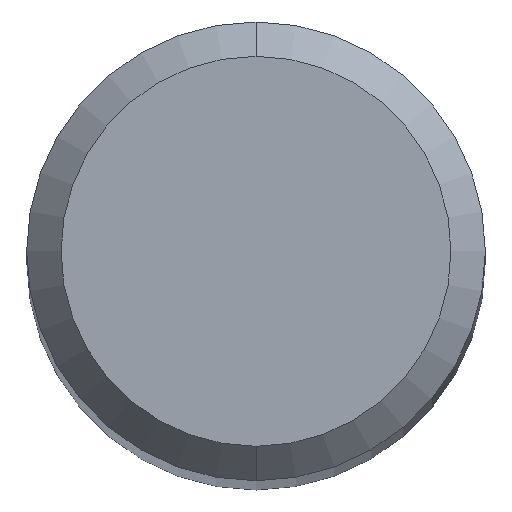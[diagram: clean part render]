
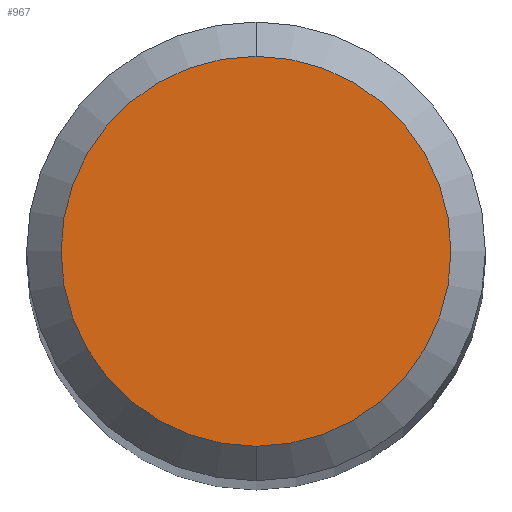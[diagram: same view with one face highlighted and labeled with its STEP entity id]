
A CAD part, top view. The second image highlights one B-rep face of the part: STEP entity #967.
In plain terms, the highlighted planar face has unit normal (0, 0, 1).
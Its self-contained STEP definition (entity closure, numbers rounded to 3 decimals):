
#455=VERTEX_POINT('',#1306);
#839=VERTEX_POINT('',#1720);
#855=EDGE_CURVE('',#839,#455,#1736,.T.);
#967=ADVANCED_FACE('',(#1863),#1864,.T.);
#1213=EDGE_CURVE('',#455,#839,#2134,.T.);
#1306=CARTESIAN_POINT('',(0.,-1.7,0.0));
#1720=CARTESIAN_POINT('',(0.0,1.7,0.0));
#1736=CIRCLE('',#4185,1.7);
#1863=FACE_OUTER_BOUND('',#4888,.T.);
#1864=PLANE('',#4889);
#2134=CIRCLE('',#6057,1.7);
#4185=AXIS2_PLACEMENT_3D('',#6643,#6644,#6645);
#4888=EDGE_LOOP('',(#6815,#6816));
#4889=AXIS2_PLACEMENT_3D('',#6817,#6818,#6819);
#6057=AXIS2_PLACEMENT_3D('',#7100,#7101,#7102);
#6643=CARTESIAN_POINT('',(0.0,0.0,0.0));
#6644=DIRECTION('',(0.0,0.0,-1.0));
#6645=DIRECTION('',(0.0,1.0,0.0));
#6815=ORIENTED_EDGE('',*,*,#855,.F.);
#6816=ORIENTED_EDGE('',*,*,#1213,.F.);
#6817=CARTESIAN_POINT('',(0.0,0.85,0.0));
#6818=DIRECTION('',(-0.0,0.0,1.0));
#6819=DIRECTION('',(0.0,-1.0,0.0));
#7100=CARTESIAN_POINT('',(0.0,0.0,0.0));
#7101=DIRECTION('',(0.0,0.0,-1.0));
#7102=DIRECTION('',(0.0,1.0,0.0));
